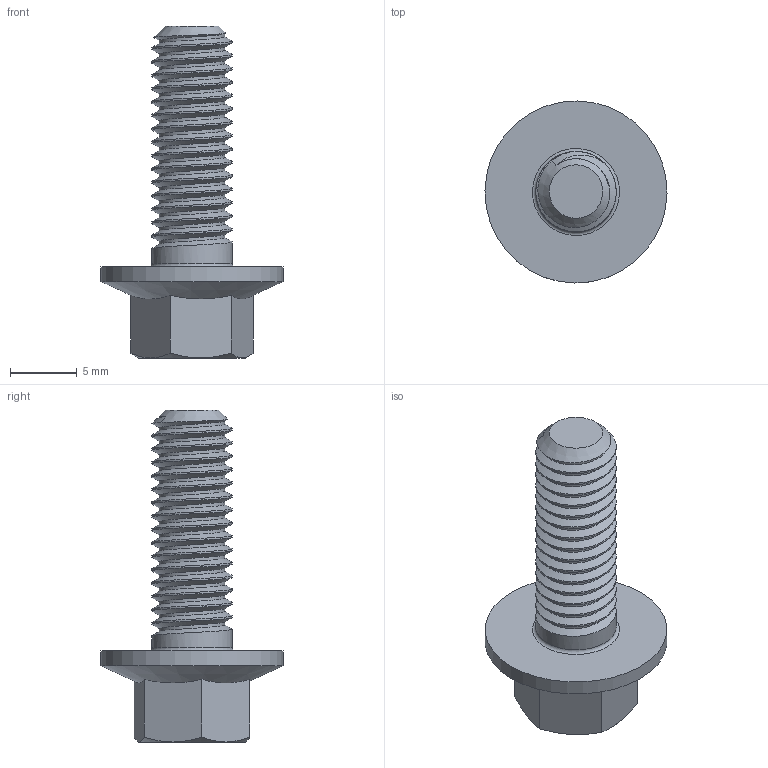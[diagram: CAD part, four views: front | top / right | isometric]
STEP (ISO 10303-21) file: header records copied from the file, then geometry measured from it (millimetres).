
FILE_DESCRIPTION(('Open CASCADE Model'),'2;1');
FILE_NAME('Open CASCADE Shape Model','2024-07-12T11:37:54',('Author'),( 'Open CASCADE'),'Open CASCADE STEP processor 7.5','Open CASCADE 7.5' ,'Unknown');
FILE_SCHEMA(('AUTOMOTIVE_DESIGN { 1 0 10303 214 1 1 1 1 }'));
Products named in the file (1): Open CASCADE STEP translator 7.5 14
Bounding box: 13.6 x 13.6 x 24.8 mm (x, y, z)
Volume: 911.2 mm3; surface area: 933.2 mm2
Topology: 1 solids, 1 shells, 42 faces, 104 edges, 66 vertices
Faces by surface type: cylinder 19, plane 11, cone 9, bspline 2, torus 1
Full cylindrical faces by diameter (mm): 6 x15, 6.5 x1, 13.6 x1
Entity records: 39121 total; most frequent: CARTESIAN_POINT 37372, DIRECTION 209, ORIENTED_EDGE 208, PCURVE 208, DEFINITIONAL_REPRESENTATION 208, B_SPLINE_CURVE_WITH_KNOTS 193, EDGE_CURVE 104, SURFACE_CURVE 98
